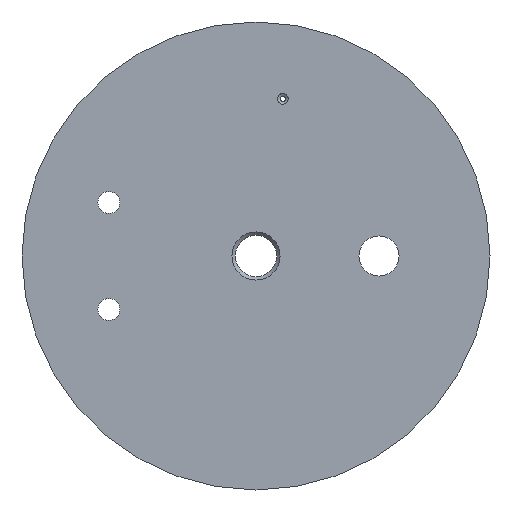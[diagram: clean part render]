
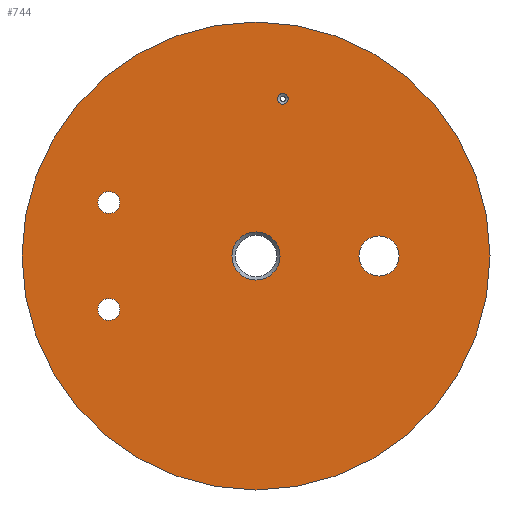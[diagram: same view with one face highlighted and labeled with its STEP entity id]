
A CAD part, front view. The second image highlights one B-rep face of the part: STEP entity #744.
In plain terms, the highlighted planar face has unit normal (0, -1, 0).
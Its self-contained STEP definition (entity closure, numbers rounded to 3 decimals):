
#29=FACE_BOUND('',#121,.T.);
#30=FACE_BOUND('',#122,.T.);
#31=FACE_BOUND('',#123,.T.);
#32=FACE_BOUND('',#124,.T.);
#33=FACE_BOUND('',#125,.T.);
#45=PLANE('',#850);
#75=FACE_OUTER_BOUND('',#120,.T.);
#120=EDGE_LOOP('',(#626,#627));
#121=EDGE_LOOP('',(#628));
#122=EDGE_LOOP('',(#629,#630));
#123=EDGE_LOOP('',(#631,#632));
#124=EDGE_LOOP('',(#633,#634));
#125=EDGE_LOOP('',(#635));
#241=CIRCLE('',#809,3.);
#245=CIRCLE('',#815,0.8);
#246=CIRCLE('',#816,0.8);
#249=CIRCLE('',#821,1.65);
#250=CIRCLE('',#822,1.65);
#251=CIRCLE('',#824,1.65);
#252=CIRCLE('',#825,1.65);
#263=CIRCLE('',#847,3.6);
#266=CIRCLE('',#851,35.);
#267=CIRCLE('',#852,35.);
#321=VERTEX_POINT('',#1228);
#325=VERTEX_POINT('',#1240);
#326=VERTEX_POINT('',#1241);
#329=VERTEX_POINT('',#1252);
#330=VERTEX_POINT('',#1253);
#331=VERTEX_POINT('',#1258);
#332=VERTEX_POINT('',#1259);
#345=VERTEX_POINT('',#1304);
#348=VERTEX_POINT('',#1312);
#349=VERTEX_POINT('',#1313);
#411=EDGE_CURVE('',#321,#321,#241,.T.);
#416=EDGE_CURVE('',#325,#326,#245,.T.);
#417=EDGE_CURVE('',#326,#325,#246,.T.);
#422=EDGE_CURVE('',#329,#330,#249,.T.);
#423=EDGE_CURVE('',#330,#329,#250,.T.);
#425=EDGE_CURVE('',#331,#332,#251,.T.);
#426=EDGE_CURVE('',#332,#331,#252,.T.);
#446=EDGE_CURVE('',#345,#345,#263,.T.);
#450=EDGE_CURVE('',#348,#349,#266,.T.);
#451=EDGE_CURVE('',#349,#348,#267,.T.);
#626=ORIENTED_EDGE('',*,*,#450,.F.);
#627=ORIENTED_EDGE('',*,*,#451,.F.);
#628=ORIENTED_EDGE('',*,*,#411,.T.);
#629=ORIENTED_EDGE('',*,*,#416,.T.);
#630=ORIENTED_EDGE('',*,*,#417,.T.);
#631=ORIENTED_EDGE('',*,*,#422,.T.);
#632=ORIENTED_EDGE('',*,*,#423,.T.);
#633=ORIENTED_EDGE('',*,*,#425,.T.);
#634=ORIENTED_EDGE('',*,*,#426,.T.);
#635=ORIENTED_EDGE('',*,*,#446,.F.);
#744=ADVANCED_FACE('',(#75,#29,#30,#31,#32,#33),#45,.T.);
#809=AXIS2_PLACEMENT_3D('',#1230,#971,#972);
#815=AXIS2_PLACEMENT_3D('',#1242,#984,#985);
#816=AXIS2_PLACEMENT_3D('',#1243,#986,#987);
#821=AXIS2_PLACEMENT_3D('',#1254,#998,#999);
#822=AXIS2_PLACEMENT_3D('',#1255,#1000,#1001);
#824=AXIS2_PLACEMENT_3D('',#1260,#1005,#1006);
#825=AXIS2_PLACEMENT_3D('',#1261,#1007,#1008);
#847=AXIS2_PLACEMENT_3D('',#1305,#1060,#1061);
#850=AXIS2_PLACEMENT_3D('',#1311,#1067,#1068);
#851=AXIS2_PLACEMENT_3D('',#1314,#1069,#1070);
#852=AXIS2_PLACEMENT_3D('',#1315,#1071,#1072);
#971=DIRECTION('center_axis',(0.,1.,0.));
#972=DIRECTION('ref_axis',(1.,0.,0.));
#984=DIRECTION('center_axis',(0.,1.,0.));
#985=DIRECTION('ref_axis',(1.,0.,0.));
#986=DIRECTION('center_axis',(0.,1.,0.));
#987=DIRECTION('ref_axis',(1.,0.,0.));
#998=DIRECTION('center_axis',(0.,1.,0.));
#999=DIRECTION('ref_axis',(1.,0.,0.));
#1000=DIRECTION('center_axis',(0.,1.,0.));
#1001=DIRECTION('ref_axis',(1.,0.,0.));
#1005=DIRECTION('center_axis',(0.,1.,0.));
#1006=DIRECTION('ref_axis',(1.,0.,0.));
#1007=DIRECTION('center_axis',(0.,1.,0.));
#1008=DIRECTION('ref_axis',(1.,0.,0.));
#1060=DIRECTION('center_axis',(0.,-1.,0.));
#1061=DIRECTION('ref_axis',(0.,0.,-1.));
#1067=DIRECTION('center_axis',(0.,-1.,0.));
#1068=DIRECTION('ref_axis',(0.,0.,-1.));
#1069=DIRECTION('center_axis',(0.,1.,0.));
#1070=DIRECTION('ref_axis',(1.,0.,0.));
#1071=DIRECTION('center_axis',(0.,1.,0.));
#1072=DIRECTION('ref_axis',(1.,0.,0.));
#1228=CARTESIAN_POINT('',(15.4,0.,0.));
#1230=CARTESIAN_POINT('Origin',(18.4,0.,0.));
#1240=CARTESIAN_POINT('',(4.8,0.,23.5));
#1241=CARTESIAN_POINT('',(3.2,0.,23.5));
#1242=CARTESIAN_POINT('Origin',(4.,0.,23.5));
#1243=CARTESIAN_POINT('Origin',(4.,0.,23.5));
#1252=CARTESIAN_POINT('',(-20.35,0.,-8.));
#1253=CARTESIAN_POINT('',(-23.65,0.,-8.));
#1254=CARTESIAN_POINT('Origin',(-22.,0.,-8.));
#1255=CARTESIAN_POINT('Origin',(-22.,0.,-8.));
#1258=CARTESIAN_POINT('',(-20.35,0.,8.));
#1259=CARTESIAN_POINT('',(-23.65,0.,8.));
#1260=CARTESIAN_POINT('Origin',(-22.,0.,8.));
#1261=CARTESIAN_POINT('Origin',(-22.,0.,8.));
#1304=CARTESIAN_POINT('',(0.,0.,3.6));
#1305=CARTESIAN_POINT('Origin',(0.,0.,0.));
#1311=CARTESIAN_POINT('Origin',(0.,0.,35.));
#1312=CARTESIAN_POINT('',(0.,0.,35.));
#1313=CARTESIAN_POINT('',(0.,0.,-35.));
#1314=CARTESIAN_POINT('Origin',(0.,0.,0.));
#1315=CARTESIAN_POINT('Origin',(0.,0.,0.));
